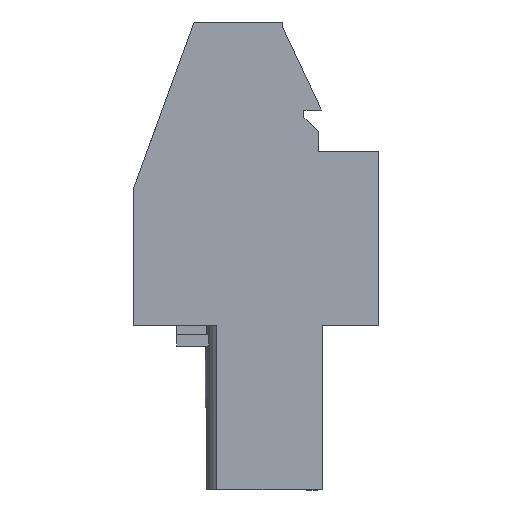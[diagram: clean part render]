
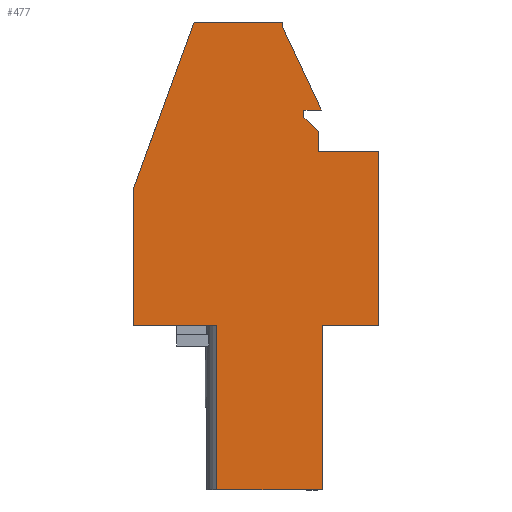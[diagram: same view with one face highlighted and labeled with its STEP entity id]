
A CAD part, left-side view. The second image highlights one B-rep face of the part: STEP entity #477.
In plain terms, the highlighted planar face has unit normal (-1, 0, 0).
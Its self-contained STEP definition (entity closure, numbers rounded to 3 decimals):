
#361=AXIS2_PLACEMENT_3D('Plane Axis2P3D',#358,#359,#360) ;
#49=CARTESIAN_POINT('Vertex',(0.,2.711,7.95)) ;
#52=CARTESIAN_POINT('Line Origine',(0.,2.711,3.975)) ;
#56=CARTESIAN_POINT('Vertex',(0.,2.711,0.)) ;
#107=CARTESIAN_POINT('Line Origine',(0.,1.356,7.95)) ;
#111=CARTESIAN_POINT('Vertex',(0.,0.,7.95)) ;
#358=CARTESIAN_POINT('Axis2P3D Location',(0.,12.132,0.)) ;
#363=CARTESIAN_POINT('Line Origine',(0.,5.261,0.)) ;
#367=CARTESIAN_POINT('Vertex',(0.,7.811,0.)) ;
#370=CARTESIAN_POINT('Line Origine',(0.,0.,12.15)) ;
#374=CARTESIAN_POINT('Vertex',(0.,0.,16.35)) ;
#377=CARTESIAN_POINT('Line Origine',(0.,1.45,16.35)) ;
#381=CARTESIAN_POINT('Vertex',(0.,2.9,16.35)) ;
#384=CARTESIAN_POINT('Line Origine',(0.,2.9,16.825)) ;
#388=CARTESIAN_POINT('Vertex',(0.,2.9,17.3)) ;
#391=CARTESIAN_POINT('Line Origine',(0.,3.25,17.65)) ;
#395=CARTESIAN_POINT('Vertex',(0.,3.6,18.)) ;
#398=CARTESIAN_POINT('Line Origine',(0.,3.6,18.175)) ;
#402=CARTESIAN_POINT('Vertex',(0.,3.6,18.35)) ;
#405=CARTESIAN_POINT('Line Origine',(0.,3.18,18.35)) ;
#409=CARTESIAN_POINT('Vertex',(0.,2.76,18.35)) ;
#412=CARTESIAN_POINT('Line Origine',(0.,3.704,20.375)) ;
#416=CARTESIAN_POINT('Vertex',(0.,4.649,22.4)) ;
#419=CARTESIAN_POINT('Line Origine',(0.,4.649,22.5)) ;
#423=CARTESIAN_POINT('Vertex',(0.,4.649,22.6)) ;
#426=CARTESIAN_POINT('Line Origine',(0.,6.778,22.6)) ;
#430=CARTESIAN_POINT('Vertex',(0.,8.908,22.6)) ;
#433=CARTESIAN_POINT('Line Origine',(0.,10.369,18.586)) ;
#437=CARTESIAN_POINT('Vertex',(0.,11.83,14.572)) ;
#440=CARTESIAN_POINT('Line Origine',(0.,11.83,11.261)) ;
#444=CARTESIAN_POINT('Vertex',(0.,11.83,7.95)) ;
#447=CARTESIAN_POINT('Line Origine',(0.,9.821,7.95)) ;
#451=CARTESIAN_POINT('Vertex',(0.,7.811,7.95)) ;
#454=CARTESIAN_POINT('Line Origine',(0.,7.811,3.975)) ;
#53=DIRECTION('Vector Direction',(0.,0.,1.)) ;
#108=DIRECTION('Vector Direction',(0.,1.,0.)) ;
#359=DIRECTION('Axis2P3D Direction',(-1.,0.,0.)) ;
#360=DIRECTION('Axis2P3D XDirection',(0.,-1.,0.)) ;
#364=DIRECTION('Vector Direction',(0.,1.,0.)) ;
#371=DIRECTION('Vector Direction',(0.,0.,1.)) ;
#378=DIRECTION('Vector Direction',(0.,1.,0.)) ;
#385=DIRECTION('Vector Direction',(0.,0.,1.)) ;
#392=DIRECTION('Vector Direction',(0.,0.707,0.707)) ;
#399=DIRECTION('Vector Direction',(0.,0.,1.)) ;
#406=DIRECTION('Vector Direction',(0.,-1.,0.)) ;
#413=DIRECTION('Vector Direction',(0.,0.423,0.906)) ;
#420=DIRECTION('Vector Direction',(0.,0.,1.)) ;
#427=DIRECTION('Vector Direction',(0.,1.,0.)) ;
#434=DIRECTION('Vector Direction',(0.,0.342,-0.94)) ;
#441=DIRECTION('Vector Direction',(0.,0.,1.)) ;
#448=DIRECTION('Vector Direction',(0.,-1.,0.)) ;
#455=DIRECTION('Vector Direction',(0.,0.,-1.)) ;
#54=VECTOR('Line Direction',#53,1.) ;
#109=VECTOR('Line Direction',#108,1.) ;
#365=VECTOR('Line Direction',#364,1.) ;
#372=VECTOR('Line Direction',#371,1.) ;
#379=VECTOR('Line Direction',#378,1.) ;
#386=VECTOR('Line Direction',#385,1.) ;
#393=VECTOR('Line Direction',#392,1.) ;
#400=VECTOR('Line Direction',#399,1.) ;
#407=VECTOR('Line Direction',#406,1.) ;
#414=VECTOR('Line Direction',#413,1.) ;
#421=VECTOR('Line Direction',#420,1.) ;
#428=VECTOR('Line Direction',#427,1.) ;
#435=VECTOR('Line Direction',#434,1.) ;
#442=VECTOR('Line Direction',#441,1.) ;
#449=VECTOR('Line Direction',#448,1.) ;
#456=VECTOR('Line Direction',#455,1.) ;
#460=ORIENTED_EDGE('',*,*,#369,.T.) ;
#461=ORIENTED_EDGE('',*,*,#58,.T.) ;
#462=ORIENTED_EDGE('',*,*,#113,.T.) ;
#463=ORIENTED_EDGE('',*,*,#376,.T.) ;
#464=ORIENTED_EDGE('',*,*,#383,.T.) ;
#465=ORIENTED_EDGE('',*,*,#390,.T.) ;
#466=ORIENTED_EDGE('',*,*,#397,.T.) ;
#467=ORIENTED_EDGE('',*,*,#404,.T.) ;
#468=ORIENTED_EDGE('',*,*,#411,.T.) ;
#469=ORIENTED_EDGE('',*,*,#418,.T.) ;
#470=ORIENTED_EDGE('',*,*,#425,.T.) ;
#471=ORIENTED_EDGE('',*,*,#432,.T.) ;
#472=ORIENTED_EDGE('',*,*,#439,.T.) ;
#473=ORIENTED_EDGE('',*,*,#446,.T.) ;
#474=ORIENTED_EDGE('',*,*,#453,.F.) ;
#475=ORIENTED_EDGE('',*,*,#458,.T.) ;
#477=ADVANCED_FACE('HOUSING',(#476),#362,.T.) ;
#58=EDGE_CURVE('',#57,#50,#55,.T.) ;
#113=EDGE_CURVE('',#50,#112,#110,.F.) ;
#369=EDGE_CURVE('',#368,#57,#366,.F.) ;
#376=EDGE_CURVE('',#112,#375,#373,.T.) ;
#383=EDGE_CURVE('',#375,#382,#380,.T.) ;
#390=EDGE_CURVE('',#382,#389,#387,.T.) ;
#397=EDGE_CURVE('',#389,#396,#394,.T.) ;
#404=EDGE_CURVE('',#396,#403,#401,.T.) ;
#411=EDGE_CURVE('',#403,#410,#408,.T.) ;
#418=EDGE_CURVE('',#410,#417,#415,.T.) ;
#425=EDGE_CURVE('',#417,#424,#422,.T.) ;
#432=EDGE_CURVE('',#424,#431,#429,.T.) ;
#439=EDGE_CURVE('',#431,#438,#436,.T.) ;
#446=EDGE_CURVE('',#438,#445,#443,.F.) ;
#453=EDGE_CURVE('',#452,#445,#450,.F.) ;
#458=EDGE_CURVE('',#452,#368,#457,.T.) ;
#459=EDGE_LOOP('',(#460,#461,#462,#463,#464,#465,#466,#467,#468,#469,#470,#471,#472,#473,#474,#475)) ;
#476=FACE_OUTER_BOUND('',#459,.T.) ;
#55=LINE('Line',#52,#54) ;
#110=LINE('Line',#107,#109) ;
#366=LINE('Line',#363,#365) ;
#373=LINE('Line',#370,#372) ;
#380=LINE('Line',#377,#379) ;
#387=LINE('Line',#384,#386) ;
#394=LINE('Line',#391,#393) ;
#401=LINE('Line',#398,#400) ;
#408=LINE('Line',#405,#407) ;
#415=LINE('Line',#412,#414) ;
#422=LINE('Line',#419,#421) ;
#429=LINE('Line',#426,#428) ;
#436=LINE('Line',#433,#435) ;
#443=LINE('Line',#440,#442) ;
#450=LINE('Line',#447,#449) ;
#457=LINE('Line',#454,#456) ;
#362=PLANE('',#361) ;
#50=VERTEX_POINT('',#49) ;
#57=VERTEX_POINT('',#56) ;
#112=VERTEX_POINT('',#111) ;
#368=VERTEX_POINT('',#367) ;
#375=VERTEX_POINT('',#374) ;
#382=VERTEX_POINT('',#381) ;
#389=VERTEX_POINT('',#388) ;
#396=VERTEX_POINT('',#395) ;
#403=VERTEX_POINT('',#402) ;
#410=VERTEX_POINT('',#409) ;
#417=VERTEX_POINT('',#416) ;
#424=VERTEX_POINT('',#423) ;
#431=VERTEX_POINT('',#430) ;
#438=VERTEX_POINT('',#437) ;
#445=VERTEX_POINT('',#444) ;
#452=VERTEX_POINT('',#451) ;
